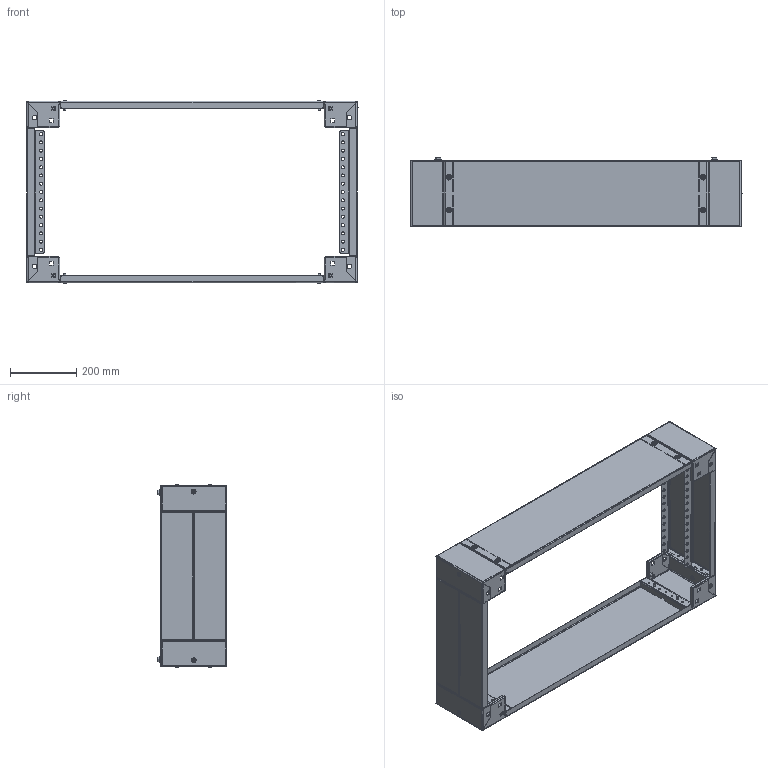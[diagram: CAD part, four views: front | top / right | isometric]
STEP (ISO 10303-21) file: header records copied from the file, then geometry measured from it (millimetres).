
FILE_DESCRIPTION (( 'STEP AP214' ), '1' );
FILE_NAME ('0376.1002.60.11~0.STEP', '2019-04-10T11:32:35', ( '' ), ( '' ), 'SwSTEP 2.0', 'SolidWorks 2017', '' );
FILE_SCHEMA (( 'AUTOMOTIVE_DESIGN' ));
Length unit declared in the file: millimetre
Products named in the file (12): W0177424~0; W0013944~0; W0063126~0; W0128038~0; W0052306~0; 8101-0020-00-00~0; 8000-7985-06-25-TX13; 8101-0087-01-01; 8000-0000-08-16-13; W0034941~0; W0096716~0; 0376.1002.60.11~0
Assembly tree (32 placements, depth 4):
  0376.1002.60.11~0
    W0128038~0
      W0034941~0  x4
      W0013944~0  x2
      8000-7985-06-25-TX13  x8
      8000-0000-08-16-13  x4
      8101-0020-00-00~0  x4
      8101-0087-01-01  x2
        W0063126~0
        W0096716~0
    W0177424~0
      W0052306~0  x4
Bounding box: 1004 x 210.1 x 552.97 mm (x, y, z)
Volume: 1736335.7 mm3; surface area: 1987192.7 mm2
Topology: 34 solids, 34 shells, 2608 faces, 6588 edges, 4056 vertices
Faces by surface type: plane 1616, cylinder 672, cone 152, bspline 80, torus 72, sphere 16
Entity records: 23800 total; most frequent: CARTESIAN_POINT 5648, ORIENTED_EDGE 3642, DIRECTION 3634, EDGE_CURVE 1821, VECTOR 1230, LINE 1230, AXIS2_PLACEMENT_3D 1202, VERTEX_POINT 1124
